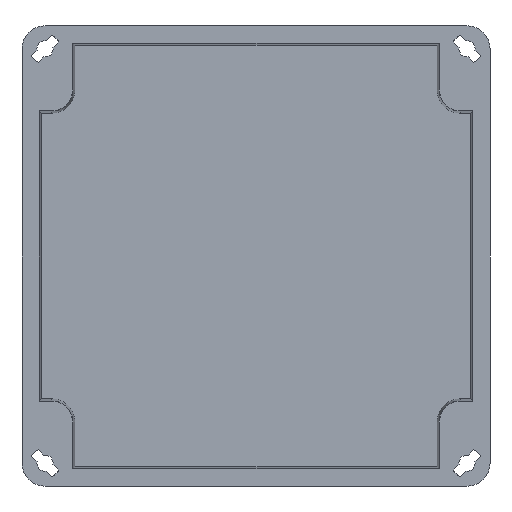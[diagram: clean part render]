
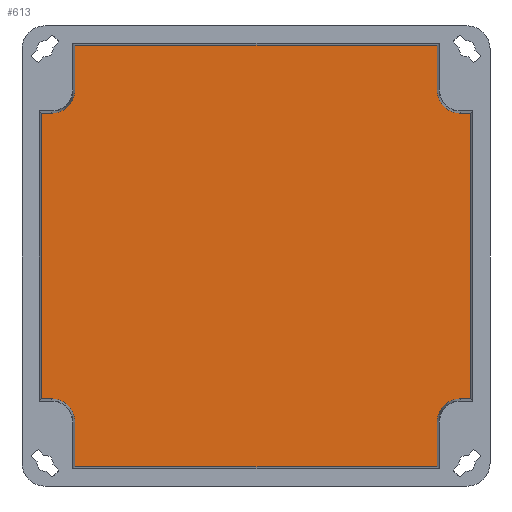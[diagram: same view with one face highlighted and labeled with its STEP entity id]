
A CAD part, front view. The second image highlights one B-rep face of the part: STEP entity #613.
In plain terms, the highlighted planar face has unit normal (0, -1, 0).
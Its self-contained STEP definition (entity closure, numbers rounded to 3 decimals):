
#247 = CARTESIAN_POINT ( 'NONE',  ( -47.241, 32., 54.941 ) ) ;
#254 = CARTESIAN_POINT ( 'NONE',  ( -56.5, 32., 37.241 ) ) ;
#255 = LINE ( 'NONE', #254, #349 ) ;
#270 = LINE ( 'NONE', #385, #384 ) ;
#348 = DIRECTION ( 'NONE',  ( -1., 0., 0. ) ) ;
#349 = VECTOR ( 'NONE', #348, 1000. ) ;
#383 = DIRECTION ( 'NONE',  ( 0., 0., 1. ) ) ;
#384 = VECTOR ( 'NONE', #383, 1000. ) ;
#385 = CARTESIAN_POINT ( 'NONE',  ( 47.241, 32., -43.3 ) ) ;
#395 = CARTESIAN_POINT ( 'NONE',  ( 47.241, 32., -54.941 ) ) ;
#420 = CARTESIAN_POINT ( 'NONE',  ( -47.8, 32., -54.941 ) ) ;
#427 = DIRECTION ( 'NONE',  ( 1., 0., 0. ) ) ;
#428 = VECTOR ( 'NONE', #427, 1000. ) ;
#429 = LINE ( 'NONE', #438, #476 ) ;
#435 = DIRECTION ( 'NONE',  ( 0., 0., -1. ) ) ;
#438 = CARTESIAN_POINT ( 'NONE',  ( -47.241, 32., -43.3 ) ) ;
#475 = LINE ( 'NONE', #420, #428 ) ;
#476 = VECTOR ( 'NONE', #435, 1000. ) ;
#482 = CARTESIAN_POINT ( 'NONE',  ( -53.3, 32., 37.241 ) ) ;
#485 = CARTESIAN_POINT ( 'NONE',  ( -47.241, 32., 43.3 ) ) ;
#486 = DIRECTION ( 'NONE',  ( 0., 0., -1. ) ) ;
#487 = VECTOR ( 'NONE', #486, 1000. ) ;
#488 = CARTESIAN_POINT ( 'NONE',  ( -47.241, 32., 43.3 ) ) ;
#489 = LINE ( 'NONE', #488, #487 ) ;
#493 = DIRECTION ( 'NONE',  ( 0., 0., 1. ) ) ;
#494 = DIRECTION ( 'NONE',  ( 0., 1., 0. ) ) ;
#495 = CARTESIAN_POINT ( 'NONE',  ( -53.3, 32., 43.3 ) ) ;
#496 = AXIS2_PLACEMENT_3D ( 'NONE', #495, #494, #493 ) ;
#497 = CIRCLE ( 'NONE', #496, 6.059 ) ;
#530 = VERTEX_POINT ( 'NONE', #1636 ) ;
#531 = ORIENTED_EDGE ( 'NONE', *, *, #574, .T. ) ;
#532 = VERTEX_POINT ( 'NONE', #1687 ) ;
#536 = VERTEX_POINT ( 'NONE', #1686 ) ;
#537 = ORIENTED_EDGE ( 'NONE', *, *, #538, .T. ) ;
#538 = EDGE_CURVE ( 'NONE', #536, #539, #1685, .T. ) ;
#539 = VERTEX_POINT ( 'NONE', #1643 ) ;
#540 = ORIENTED_EDGE ( 'NONE', *, *, #541, .T. ) ;
#541 = EDGE_CURVE ( 'NONE', #539, #542, #1642, .T. ) ;
#542 = VERTEX_POINT ( 'NONE', #1750 ) ;
#543 = ORIENTED_EDGE ( 'NONE', *, *, #544, .T. ) ;
#544 = EDGE_CURVE ( 'NONE', #542, #545, #1749, .T. ) ;
#545 = VERTEX_POINT ( 'NONE', #1625 ) ;
#546 = ORIENTED_EDGE ( 'NONE', *, *, #547, .T. ) ;
#547 = EDGE_CURVE ( 'NONE', #545, #548, #1624, .T. ) ;
#548 = VERTEX_POINT ( 'NONE', #1620 ) ;
#549 = ORIENTED_EDGE ( 'NONE', *, *, #1212, .T. ) ;
#566 = VERTEX_POINT ( 'NONE', #1614 ) ;
#567 = ORIENTED_EDGE ( 'NONE', *, *, #568, .T. ) ;
#568 = EDGE_CURVE ( 'NONE', #566, #569, #1613, .T. ) ;
#569 = VERTEX_POINT ( 'NONE', #1608 ) ;
#570 = ORIENTED_EDGE ( 'NONE', *, *, #571, .T. ) ;
#571 = EDGE_CURVE ( 'NONE', #569, #536, #1607, .T. ) ;
#574 = EDGE_CURVE ( 'NONE', #530, #532, #1603, .T. ) ;
#575 = ORIENTED_EDGE ( 'NONE', *, *, #576, .T. ) ;
#576 = EDGE_CURVE ( 'NONE', #532, #577, #1599, .T. ) ;
#577 = VERTEX_POINT ( 'NONE', #1594 ) ;
#578 = ORIENTED_EDGE ( 'NONE', *, *, #1513, .T. ) ;
#579 = VERTEX_POINT ( 'NONE', #1593 ) ;
#613 = ADVANCED_FACE ( 'NONE', ( #1577 ), #1576, .F. ) ;
#614 = EDGE_LOOP ( 'NONE', ( #619, #531, #575, #578, #1400, #1384, #567, #570, #537, #540, #543, #546, #549, #1455, #1553, #1456 ) ) ;
#619 = ORIENTED_EDGE ( 'NONE', *, *, #620, .T. ) ;
#620 = EDGE_CURVE ( 'NONE', #621, #530, #1565, .T. ) ;
#621 = VERTEX_POINT ( 'NONE', #1561 ) ;
#1212 = EDGE_CURVE ( 'NONE', #548, #1404, #2454, .T. ) ;
#1384 = ORIENTED_EDGE ( 'NONE', *, *, #1399, .T. ) ;
#1399 = EDGE_CURVE ( 'NONE', #1484, #566, #270, .T. ) ;
#1400 = ORIENTED_EDGE ( 'NONE', *, *, #1514, .T. ) ;
#1404 = VERTEX_POINT ( 'NONE', #247 ) ;
#1455 = ORIENTED_EDGE ( 'NONE', *, *, #1550, .T. ) ;
#1456 = ORIENTED_EDGE ( 'NONE', *, *, #1457, .T. ) ;
#1457 = EDGE_CURVE ( 'NONE', #1546, #621, #255, .T. ) ;
#1484 = VERTEX_POINT ( 'NONE', #395 ) ;
#1513 = EDGE_CURVE ( 'NONE', #577, #579, #429, .T. ) ;
#1514 = EDGE_CURVE ( 'NONE', #579, #1484, #475, .T. ) ;
#1545 = EDGE_CURVE ( 'NONE', #1551, #1546, #497, .T. ) ;
#1546 = VERTEX_POINT ( 'NONE', #482 ) ;
#1550 = EDGE_CURVE ( 'NONE', #1404, #1551, #489, .T. ) ;
#1551 = VERTEX_POINT ( 'NONE', #485 ) ;
#1553 = ORIENTED_EDGE ( 'NONE', *, *, #1545, .T. ) ;
#1561 = CARTESIAN_POINT ( 'NONE',  ( -55.941, 32., 37.241 ) ) ;
#1562 = DIRECTION ( 'NONE',  ( 0., 0., -1. ) ) ;
#1563 = VECTOR ( 'NONE', #1562, 1000. ) ;
#1564 = CARTESIAN_POINT ( 'NONE',  ( -55.941, 32., -37.8 ) ) ;
#1565 = LINE ( 'NONE', #1564, #1563 ) ;
#1572 = DIRECTION ( 'NONE',  ( 0., 0., 1. ) ) ;
#1573 = DIRECTION ( 'NONE',  ( 0., 1., 0. ) ) ;
#1574 = CARTESIAN_POINT ( 'NONE',  ( 55., 32., -54. ) ) ;
#1575 = AXIS2_PLACEMENT_3D ( 'NONE', #1574, #1573, #1572 ) ;
#1576 = PLANE ( 'NONE',  #1575 ) ;
#1577 = FACE_OUTER_BOUND ( 'NONE', #614, .T. ) ;
#1593 = CARTESIAN_POINT ( 'NONE',  ( -47.241, 32., -54.941 ) ) ;
#1594 = CARTESIAN_POINT ( 'NONE',  ( -47.241, 32., -43.3 ) ) ;
#1595 = DIRECTION ( 'NONE',  ( 0., 0., 1. ) ) ;
#1596 = DIRECTION ( 'NONE',  ( 0., 1., 0. ) ) ;
#1597 = CARTESIAN_POINT ( 'NONE',  ( -53.3, 32., -43.3 ) ) ;
#1598 = AXIS2_PLACEMENT_3D ( 'NONE', #1597, #1596, #1595 ) ;
#1599 = CIRCLE ( 'NONE', #1598, 6.059 ) ;
#1600 = DIRECTION ( 'NONE',  ( 1., 0., 0. ) ) ;
#1601 = VECTOR ( 'NONE', #1600, 1000. ) ;
#1602 = CARTESIAN_POINT ( 'NONE',  ( -56.5, 32., -37.241 ) ) ;
#1603 = LINE ( 'NONE', #1602, #1601 ) ;
#1604 = DIRECTION ( 'NONE',  ( 1., 0., 0. ) ) ;
#1605 = VECTOR ( 'NONE', #1604, 1000. ) ;
#1606 = CARTESIAN_POINT ( 'NONE',  ( 56.5, 32., -37.241 ) ) ;
#1607 = LINE ( 'NONE', #1606, #1605 ) ;
#1608 = CARTESIAN_POINT ( 'NONE',  ( 53.3, 32., -37.241 ) ) ;
#1609 = DIRECTION ( 'NONE',  ( 0., 0., 1. ) ) ;
#1610 = DIRECTION ( 'NONE',  ( 0., 1., 0. ) ) ;
#1611 = CARTESIAN_POINT ( 'NONE',  ( 53.3, 32., -43.3 ) ) ;
#1612 = AXIS2_PLACEMENT_3D ( 'NONE', #1611, #1610, #1609 ) ;
#1613 = CIRCLE ( 'NONE', #1612, 6.059 ) ;
#1614 = CARTESIAN_POINT ( 'NONE',  ( 47.241, 32., -43.3 ) ) ;
#1620 = CARTESIAN_POINT ( 'NONE',  ( 47.241, 32., 54.941 ) ) ;
#1621 = DIRECTION ( 'NONE',  ( 0., 0., 1. ) ) ;
#1622 = VECTOR ( 'NONE', #1621, 1000. ) ;
#1623 = CARTESIAN_POINT ( 'NONE',  ( 47.241, 32., 43.3 ) ) ;
#1624 = LINE ( 'NONE', #1623, #1622 ) ;
#1625 = CARTESIAN_POINT ( 'NONE',  ( 47.241, 32., 43.3 ) ) ;
#1626 = DIRECTION ( 'NONE',  ( 0., 0., 1. ) ) ;
#1627 = DIRECTION ( 'NONE',  ( 0., 1., 0. ) ) ;
#1628 = CARTESIAN_POINT ( 'NONE',  ( 53.3, 32., 43.3 ) ) ;
#1636 = CARTESIAN_POINT ( 'NONE',  ( -55.941, 32., -37.241 ) ) ;
#1642 = LINE ( 'NONE', #1753, #1752 ) ;
#1643 = CARTESIAN_POINT ( 'NONE',  ( 55.941, 32., 37.241 ) ) ;
#1644 = DIRECTION ( 'NONE',  ( 0., 0., 1. ) ) ;
#1645 = VECTOR ( 'NONE', #1644, 1000. ) ;
#1646 = CARTESIAN_POINT ( 'NONE',  ( 55.941, 32., -37.8 ) ) ;
#1685 = LINE ( 'NONE', #1646, #1645 ) ;
#1686 = CARTESIAN_POINT ( 'NONE',  ( 55.941, 32., -37.241 ) ) ;
#1687 = CARTESIAN_POINT ( 'NONE',  ( -53.3, 32., -37.241 ) ) ;
#1748 = AXIS2_PLACEMENT_3D ( 'NONE', #1628, #1627, #1626 ) ;
#1749 = CIRCLE ( 'NONE', #1748, 6.059 ) ;
#1750 = CARTESIAN_POINT ( 'NONE',  ( 53.3, 32., 37.241 ) ) ;
#1751 = DIRECTION ( 'NONE',  ( -1., 0., 0. ) ) ;
#1752 = VECTOR ( 'NONE', #1751, 1000. ) ;
#1753 = CARTESIAN_POINT ( 'NONE',  ( 56.5, 32., 37.241 ) ) ;
#2451 = DIRECTION ( 'NONE',  ( -1., 0., 0. ) ) ;
#2452 = VECTOR ( 'NONE', #2451, 1000. ) ;
#2453 = CARTESIAN_POINT ( 'NONE',  ( -47.8, 32., 54.941 ) ) ;
#2454 = LINE ( 'NONE', #2453, #2452 ) ;
